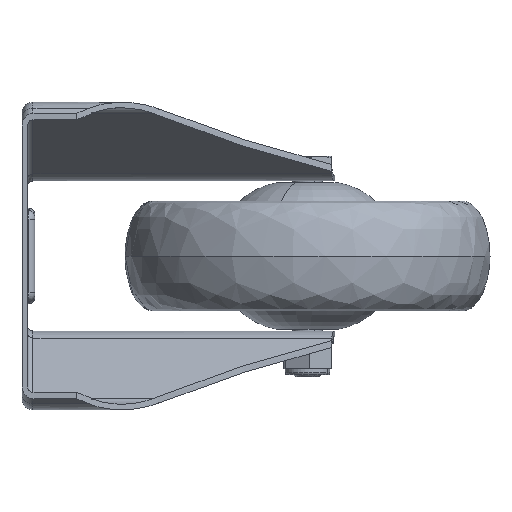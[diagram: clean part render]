
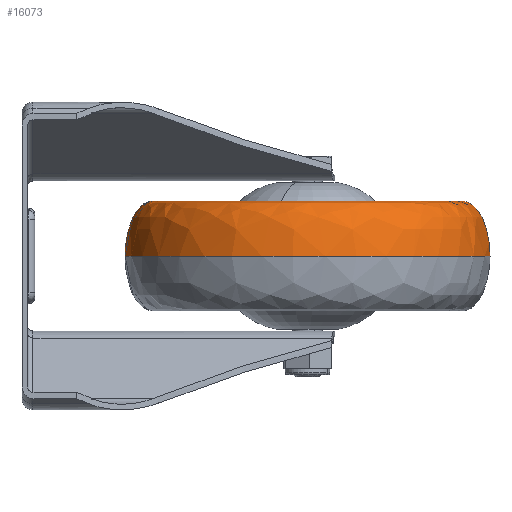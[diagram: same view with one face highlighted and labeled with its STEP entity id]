
A CAD part, left-side view. The second image highlights one B-rep face of the part: STEP entity #16073.
In plain terms, the highlighted free-form (B-spline) face has degree [3, 3] with [4, 4] control points.
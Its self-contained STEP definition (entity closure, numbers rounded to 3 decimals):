
#151 = CARTESIAN_POINT ( 'NONE',  ( -87.53, -113.549, 15. ) ) ;
#341 = DIRECTION ( 'NONE',  ( 0.997, -0.078, 0. ) ) ;
#1177 = EDGE_CURVE ( 'NONE', #4019, #8965, #15918, .T. ) ;
#1302 = CARTESIAN_POINT ( 'NONE',  ( 3.889, -28.151, 0. ) ) ;
#1702 = EDGE_CURVE ( 'NONE', #11686, #6639, #15879, .T. ) ;
#2301 = ORIENTED_EDGE ( 'NONE', *, *, #9176, .T. ) ;
#2510 = CARTESIAN_POINT ( 'NONE',  ( -95.808, -20.373, 8.787 ) ) ;
#2549 =( BOUNDED_SURFACE ( )  B_SPLINE_SURFACE ( 3, 3, ( 
 ( #12711, #151, #3822, #7750 ),
 ( #5126, #7484, #13689, #2683 ),
 ( #7657, #6355, #2510, #8887 ),
 ( #13857, #13940, #12463, #1302 ) ),
 .UNSPECIFIED., .F., .F., .F. ) 
 B_SPLINE_SURFACE_WITH_KNOTS ( ( 4, 4 ),
 ( 4, 4 ),
 ( 0., 1. ),
 ( 0., 1. ),
 .UNSPECIFIED. ) 
 GEOMETRIC_REPRESENTATION_ITEM ( )  RATIONAL_B_SPLINE_SURFACE ( (
 ( 1., 0.333, 0.333, 1.),
 ( 0.805, 0.268, 0.268, 0.805),
 ( 0.805, 0.268, 0.268, 0.805),
 ( 1., 0.333, 0.333, 1.) ) ) 
 REPRESENTATION_ITEM ( '' )  SURFACE ( )  );
#2683 = CARTESIAN_POINT ( 'NONE',  ( 3.639, -31.352, 15. ) ) ;
#3096 =( BOUNDED_CURVE ( )  B_SPLINE_CURVE ( 3, ( #4027, #5325, #7697, #9100 ),
 .UNSPECIFIED., .F., .F. ) 
 B_SPLINE_CURVE_WITH_KNOTS ( ( 4, 4 ),
 ( 0., 1.571 ),
 .UNSPECIFIED. ) 
 CURVE ( )  GEOMETRIC_REPRESENTATION_ITEM ( )  RATIONAL_B_SPLINE_CURVE ( ( 1., 0.805, 0.805, 1. ) ) 
 REPRESENTATION_ITEM ( '' )  );
#3822 = CARTESIAN_POINT ( 'NONE',  ( -80.958, -29.305, 15. ) ) ;
#3923 = DIRECTION ( 'NONE',  ( 0., 0., 1. ) ) ;
#4019 = VERTEX_POINT ( 'NONE', #8012 ) ;
#4027 = CARTESIAN_POINT ( 'NONE',  ( 3.286, -35.878, 15. ) ) ;
#4243 =( BOUNDED_CURVE ( )  B_SPLINE_CURVE ( 3, ( #11253, #6987, #6746, #8214 ),
 .UNSPECIFIED., .F., .F. ) 
 B_SPLINE_CURVE_WITH_KNOTS ( ( 4, 4 ),
 ( 4.712, 6.283 ),
 .UNSPECIFIED. ) 
 CURVE ( )  GEOMETRIC_REPRESENTATION_ITEM ( )  RATIONAL_B_SPLINE_CURVE ( ( 1., 0.805, 0.805, 1. ) ) 
 REPRESENTATION_ITEM ( '' )  );
#4508 = ORIENTED_EDGE ( 'NONE', *, *, #16145, .T. ) ;
#5126 = CARTESIAN_POINT ( 'NONE',  ( -3.639, -124.648, 15. ) ) ;
#5325 = CARTESIAN_POINT ( 'NONE',  ( 3.639, -31.352, 15. ) ) ;
#6204 = FACE_OUTER_BOUND ( 'NONE', #15345, .T. ) ;
#6355 = CARTESIAN_POINT ( 'NONE',  ( -103.586, -120.07, 8.787 ) ) ;
#6412 = CARTESIAN_POINT ( 'NONE',  ( 3.889, -28.151, 0. ) ) ;
#6639 = VERTEX_POINT ( 'NONE', #7005 ) ;
#6746 = CARTESIAN_POINT ( 'NONE',  ( -3.639, -124.648, 15. ) ) ;
#6987 = CARTESIAN_POINT ( 'NONE',  ( -3.889, -127.849, 8.787 ) ) ;
#7005 = CARTESIAN_POINT ( 'NONE',  ( -3.889, -127.849, 0. ) ) ;
#7162 = ORIENTED_EDGE ( 'NONE', *, *, #1702, .T. ) ;
#7222 = AXIS2_PLACEMENT_3D ( 'NONE', #15122, #3923, #341 ) ;
#7484 = CARTESIAN_POINT ( 'NONE',  ( -96.936, -117.369, 15. ) ) ;
#7657 = CARTESIAN_POINT ( 'NONE',  ( -3.889, -127.849, 8.787 ) ) ;
#7697 = CARTESIAN_POINT ( 'NONE',  ( 3.889, -28.151, 8.787 ) ) ;
#7750 = CARTESIAN_POINT ( 'NONE',  ( 3.286, -35.878, 15. ) ) ;
#8012 = CARTESIAN_POINT ( 'NONE',  ( -3.286, -120.122, 15. ) ) ;
#8214 = CARTESIAN_POINT ( 'NONE',  ( -3.286, -120.122, 15. ) ) ;
#8887 = CARTESIAN_POINT ( 'NONE',  ( 3.889, -28.151, 8.787 ) ) ;
#8965 = VERTEX_POINT ( 'NONE', #14409 ) ;
#9100 = CARTESIAN_POINT ( 'NONE',  ( 3.889, -28.151, 0. ) ) ;
#9176 = EDGE_CURVE ( 'NONE', #8965, #11686, #3096, .T. ) ;
#11253 = CARTESIAN_POINT ( 'NONE',  ( -3.889, -127.849, 0. ) ) ;
#11686 = VERTEX_POINT ( 'NONE', #6412 ) ;
#12463 = CARTESIAN_POINT ( 'NONE',  ( -95.808, -20.373, 0. ) ) ;
#12581 = DIRECTION ( 'NONE',  ( -0.997, 0.078, 0. ) ) ;
#12711 = CARTESIAN_POINT ( 'NONE',  ( -3.286, -120.122, 15. ) ) ;
#13559 = AXIS2_PLACEMENT_3D ( 'NONE', #16036, #13737, #12581 ) ;
#13689 = CARTESIAN_POINT ( 'NONE',  ( -89.657, -24.073, 15. ) ) ;
#13737 = DIRECTION ( 'NONE',  ( 0., 0., -1. ) ) ;
#13857 = CARTESIAN_POINT ( 'NONE',  ( -3.889, -127.849, 0. ) ) ;
#13940 = CARTESIAN_POINT ( 'NONE',  ( -103.586, -120.07, 0. ) ) ;
#14409 = CARTESIAN_POINT ( 'NONE',  ( 3.286, -35.878, 15. ) ) ;
#14654 = ORIENTED_EDGE ( 'NONE', *, *, #1177, .T. ) ;
#15122 = CARTESIAN_POINT ( 'NONE',  ( 0., -78., 0. ) ) ;
#15345 = EDGE_LOOP ( 'NONE', ( #2301, #7162, #4508, #14654 ) ) ;
#15879 = CIRCLE ( 'NONE', #7222, 50. ) ;
#15918 = CIRCLE ( 'NONE', #13559, 42.25 ) ;
#16036 = CARTESIAN_POINT ( 'NONE',  ( 0., -78., 15. ) ) ;
#16073 = ADVANCED_FACE ( 'NONE', ( #6204 ), #2549, .F. ) ;
#16145 = EDGE_CURVE ( 'NONE', #6639, #4019, #4243, .T. ) ;
